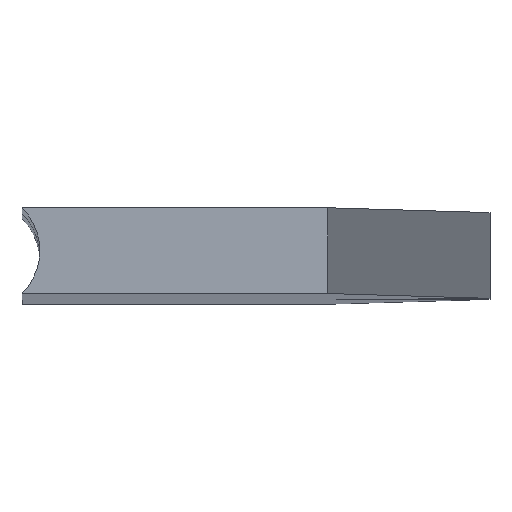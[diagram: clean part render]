
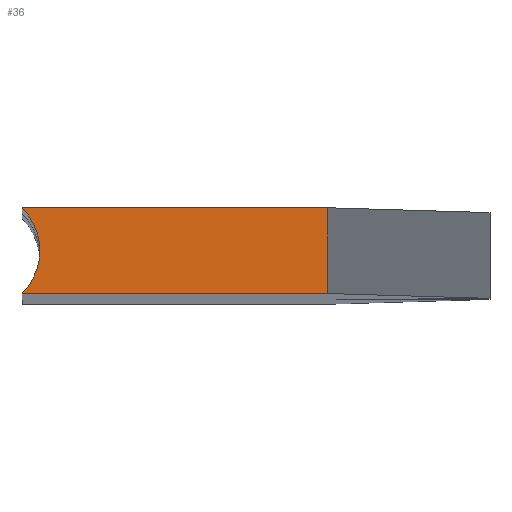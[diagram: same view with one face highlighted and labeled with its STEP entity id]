
A CAD part, top view. The second image highlights one B-rep face of the part: STEP entity #36.
In plain terms, the highlighted planar face has unit normal (0, 0, 1).
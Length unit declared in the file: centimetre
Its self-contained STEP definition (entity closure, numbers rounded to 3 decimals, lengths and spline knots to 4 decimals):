
#11 = CIRCLE ( 'NONE', #350, 0.4243 ) ;
#16 = ORIENTED_EDGE ( 'NONE', *, *, #124, .F. ) ;
#27 = CARTESIAN_POINT ( 'NONE',  ( 3.0837, 0.2, 28.3877 ) ) ;
#33 = CARTESIAN_POINT ( 'NONE',  ( 0.9446, 0.2, 28.3877 ) ) ;
#34 = EDGE_LOOP ( 'NONE', ( #460, #16, #197, #55, #362 ) ) ;
#36 = ADVANCED_FACE ( 'NONE', ( #164 ), #371, .F. ) ;
#52 = CARTESIAN_POINT ( 'NONE',  ( 0.6446, 0.5, 28.3877 ) ) ;
#55 = ORIENTED_EDGE ( 'NONE', *, *, #216, .T. ) ;
#109 = EDGE_CURVE ( 'NONE', #380, #361, #169, .T. ) ;
#121 = VECTOR ( 'NONE', #300, 100. ) ;
#124 = EDGE_CURVE ( 'NONE', #361, #228, #11, .T. ) ;
#126 = DIRECTION ( 'NONE',  ( -1., 0., 0. ) ) ;
#130 = DIRECTION ( 'NONE',  ( 0., 0., 1. ) ) ;
#145 = DIRECTION ( 'NONE',  ( 1., 0., 0. ) ) ;
#146 = EDGE_CURVE ( 'NONE', #490, #308, #217, .T. ) ;
#160 = VECTOR ( 'NONE', #145, 100. ) ;
#164 = FACE_OUTER_BOUND ( 'NONE', #34, .T. ) ;
#167 = DIRECTION ( 'NONE',  ( 0., 0., -1. ) ) ;
#169 = CIRCLE ( 'NONE', #464, 0.4243 ) ;
#175 = CARTESIAN_POINT ( 'NONE',  ( 0.9446, 0.8, 28.3877 ) ) ;
#177 = DIRECTION ( 'NONE',  ( 0., 0., 1. ) ) ;
#179 = DIRECTION ( 'NONE',  ( -1., 0., 0. ) ) ;
#197 = ORIENTED_EDGE ( 'NONE', *, *, #109, .F. ) ;
#216 = EDGE_CURVE ( 'NONE', #380, #308, #374, .T. ) ;
#217 = LINE ( 'NONE', #379, #121 ) ;
#228 = VERTEX_POINT ( 'NONE', #175 ) ;
#242 = CARTESIAN_POINT ( 'NONE',  ( 3.0837, 0.8, 28.3877 ) ) ;
#268 = CARTESIAN_POINT ( 'NONE',  ( 3.0837, 0.8, 28.3877 ) ) ;
#272 = LINE ( 'NONE', #268, #160 ) ;
#300 = DIRECTION ( 'NONE',  ( 0., -1., 0. ) ) ;
#308 = VERTEX_POINT ( 'NONE', #348 ) ;
#310 = EDGE_CURVE ( 'NONE', #228, #490, #272, .T. ) ;
#313 = AXIS2_PLACEMENT_3D ( 'NONE', #444, #167, #321 ) ;
#321 = DIRECTION ( 'NONE',  ( -1., 0., 0. ) ) ;
#328 = CARTESIAN_POINT ( 'NONE',  ( 0.6446, 0.5, 28.3877 ) ) ;
#348 = CARTESIAN_POINT ( 'NONE',  ( 3.0837, 0.2, 28.3877 ) ) ;
#350 = AXIS2_PLACEMENT_3D ( 'NONE', #52, #177, #179 ) ;
#361 = VERTEX_POINT ( 'NONE', #438 ) ;
#362 = ORIENTED_EDGE ( 'NONE', *, *, #146, .F. ) ;
#371 = PLANE ( 'NONE',  #313 ) ;
#374 = LINE ( 'NONE', #27, #457 ) ;
#379 = CARTESIAN_POINT ( 'NONE',  ( 3.0837, 0.8, 28.3877 ) ) ;
#380 = VERTEX_POINT ( 'NONE', #33 ) ;
#425 = DIRECTION ( 'NONE',  ( 1., 0., 0. ) ) ;
#438 = CARTESIAN_POINT ( 'NONE',  ( 1.0689, 0.5, 28.3877 ) ) ;
#444 = CARTESIAN_POINT ( 'NONE',  ( 3.0837, 0.8, 28.3877 ) ) ;
#457 = VECTOR ( 'NONE', #425, 100. ) ;
#460 = ORIENTED_EDGE ( 'NONE', *, *, #310, .F. ) ;
#464 = AXIS2_PLACEMENT_3D ( 'NONE', #328, #130, #126 ) ;
#490 = VERTEX_POINT ( 'NONE', #242 ) ;
